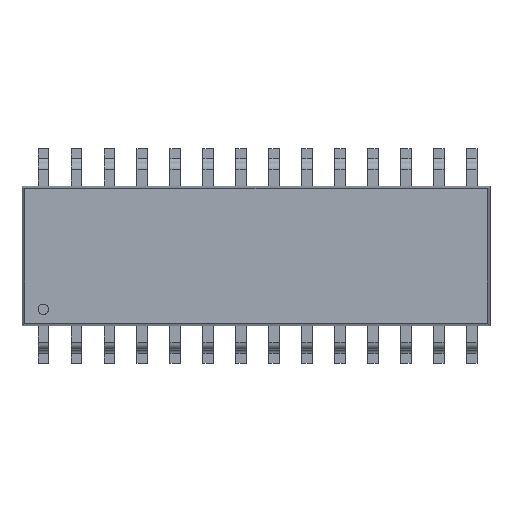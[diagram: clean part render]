
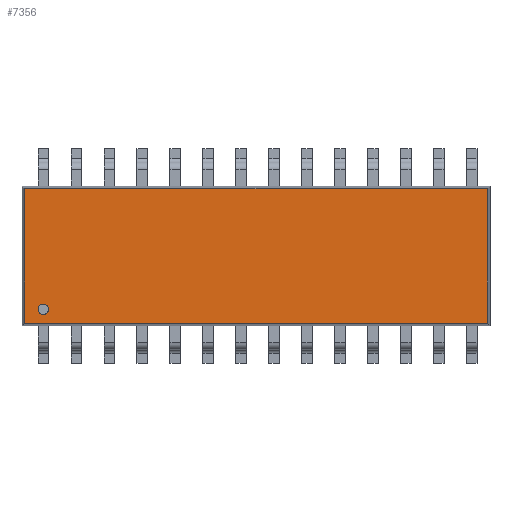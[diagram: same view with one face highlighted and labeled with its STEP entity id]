
A CAD part, top view. The second image highlights one B-rep face of the part: STEP entity #7356.
In plain terms, the highlighted planar face has unit normal (0, 0, 1).
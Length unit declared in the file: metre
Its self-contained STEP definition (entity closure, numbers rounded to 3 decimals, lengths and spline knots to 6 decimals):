
#415=CIRCLE('',#8352,0.0002);
#2449=ORIENTED_EDGE('',*,*,#3513,.T.);
#2450=ORIENTED_EDGE('',*,*,#3514,.T.);
#2451=ORIENTED_EDGE('',*,*,#3515,.T.);
#2452=ORIENTED_EDGE('',*,*,#3516,.T.);
#2453=ORIENTED_EDGE('',*,*,#3517,.T.);
#3513=EDGE_CURVE('',#4211,#4211,#415,.F.);
#3514=EDGE_CURVE('',#4212,#4213,#5017,.T.);
#3515=EDGE_CURVE('',#4213,#4214,#5018,.T.);
#3516=EDGE_CURVE('',#4214,#4215,#5019,.T.);
#3517=EDGE_CURVE('',#4215,#4212,#5020,.T.);
#4211=VERTEX_POINT('',#12630);
#4212=VERTEX_POINT('',#12632);
#4213=VERTEX_POINT('',#12633);
#4214=VERTEX_POINT('',#12635);
#4215=VERTEX_POINT('',#12637);
#5017=LINE('',#12631,#5829);
#5018=LINE('',#12634,#5830);
#5019=LINE('',#12636,#5831);
#5020=LINE('',#12638,#5832);
#5829=VECTOR('',#10463,1.);
#5830=VECTOR('',#10464,1.);
#5831=VECTOR('',#10465,1.);
#5832=VECTOR('',#10466,1.);
#6241=EDGE_LOOP('',(#2449));
#6242=EDGE_LOOP('',(#2450,#2451,#2452,#2453));
#6651=FACE_BOUND('',#6241,.T.);
#6652=FACE_BOUND('',#6242,.T.);
#6949=PLANE('',#8351);
#7356=ADVANCED_FACE('',(#6651,#6652),#6949,.T.);
#8351=AXIS2_PLACEMENT_3D('',#12628,#10459,#10460);
#8352=AXIS2_PLACEMENT_3D('',#12629,#10461,#10462);
#10459=DIRECTION('',(0.,0.,1.));
#10460=DIRECTION('',(1.,0.,0.));
#10461=DIRECTION('',(0.,0.,1.));
#10462=DIRECTION('',(1.,0.,0.));
#10463=DIRECTION('',(0.,1.,0.));
#10464=DIRECTION('',(-1.,0.,0.));
#10465=DIRECTION('',(0.,-1.,0.));
#10466=DIRECTION('',(1.,0.,0.));
#12628=CARTESIAN_POINT('',(0.,0.,0.00203));
#12629=CARTESIAN_POINT('',(-0.008195,-0.002055,0.00203));
#12630=CARTESIAN_POINT('',(-0.007995,-0.002055,0.00203));
#12631=CARTESIAN_POINT('',(0.008915,0.,0.00203));
#12632=CARTESIAN_POINT('',(0.008915,-0.00259,0.00203));
#12633=CARTESIAN_POINT('',(0.008915,0.00259,0.00203));
#12634=CARTESIAN_POINT('',(0.,0.00259,0.00203));
#12635=CARTESIAN_POINT('',(-0.008915,0.00259,0.00203));
#12636=CARTESIAN_POINT('',(-0.008915,-0.00269,0.00203));
#12637=CARTESIAN_POINT('',(-0.008915,-0.00259,0.00203));
#12638=CARTESIAN_POINT('',(0.009015,-0.00259,0.00203));
